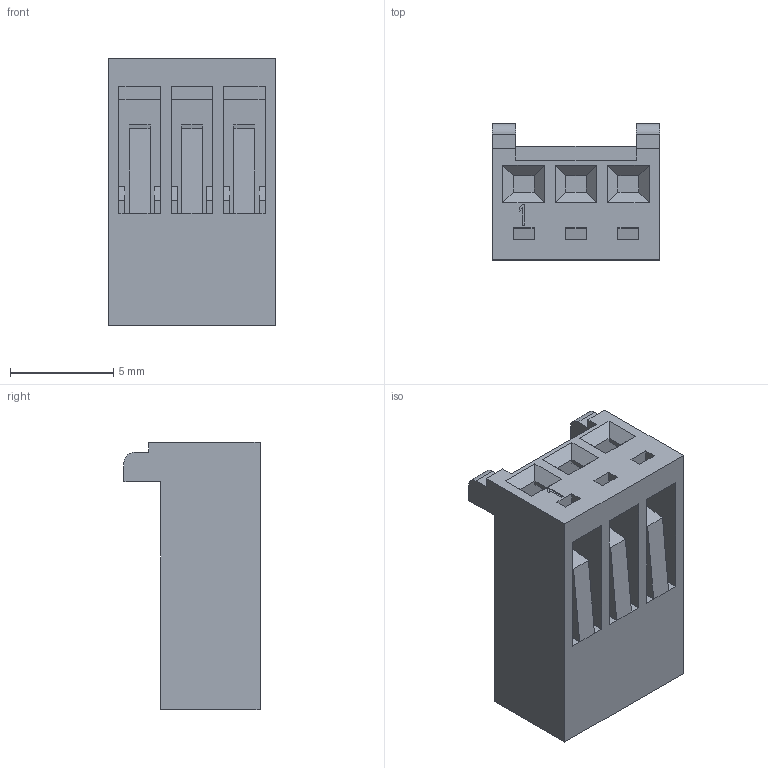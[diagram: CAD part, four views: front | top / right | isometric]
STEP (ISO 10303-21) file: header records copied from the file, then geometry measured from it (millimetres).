
FILE_DESCRIPTION((''),'2;1');
FILE_NAME('C-1375820-03-3','2007-09-05T',('workeradm'),('Tyco Electronics Corporation'),'PRO/ENGINEER BY PARAMETRIC TECHNOLOGY CORPORATION, 2005450','PRO/ENGINEER BY PARAMETRIC TECHNOLOGY CORPORATION, 2005450','');
FILE_SCHEMA(('CONFIG_CONTROL_DESIGN', 'GEOMETRIC_VALIDATION_PROPERTIES_MIM'));
Length unit declared in the file: millimetre
Products named in the file (1): C-1375820-03-3
Bounding box: 8.13 x 6.6 x 12.95 mm (x, y, z)
Volume: 309.9 mm3; surface area: 792.7 mm2
Topology: 1 solids, 1 shells, 183 faces, 507 edges, 332 vertices
Faces by surface type: plane 178, cylinder 3, extrusion 2
Entity records: 5888 total; most frequent: CARTESIAN_POINT 1063, ORIENTED_EDGE 1014, DIRECTION 873, EDGE_CURVE 507, VECTOR 499, LINE 497, VERTEX_POINT 332, EDGE_LOOP 201
